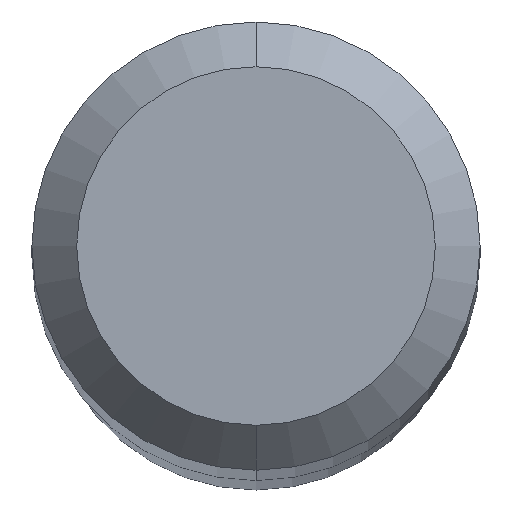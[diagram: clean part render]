
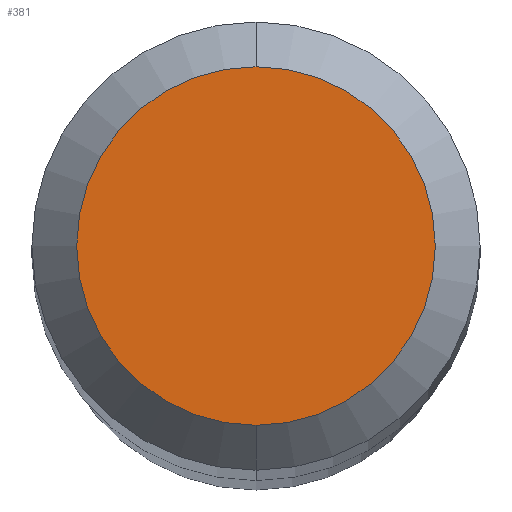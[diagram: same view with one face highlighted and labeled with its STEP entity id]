
A CAD part, top view. The second image highlights one B-rep face of the part: STEP entity #381.
In plain terms, the highlighted planar face has unit normal (0, 0, 1).
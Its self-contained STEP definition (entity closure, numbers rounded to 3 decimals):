
#193=EDGE_CURVE('',#387,#393,#487,.T.);
#381=ADVANCED_FACE('',(#693),#694,.T.);
#387=VERTEX_POINT('',#700);
#393=VERTEX_POINT('',#707);
#403=EDGE_CURVE('',#393,#387,#717,.T.);
#487=CIRCLE('',#808,1.2);
#693=FACE_OUTER_BOUND('',#1261,.T.);
#694=PLANE('',#1262);
#700=CARTESIAN_POINT('',(0.0,1.2,0.0));
#707=CARTESIAN_POINT('',(0.,-1.2,0.0));
#717=CIRCLE('',#1308,1.2);
#808=AXIS2_PLACEMENT_3D('',#1415,#1416,#1417);
#1261=EDGE_LOOP('',(#1639,#1640));
#1262=AXIS2_PLACEMENT_3D('',#1641,#1642,#1643);
#1308=AXIS2_PLACEMENT_3D('',#1665,#1666,#1667);
#1415=CARTESIAN_POINT('',(0.0,0.0,0.0));
#1416=DIRECTION('',(0.0,0.0,-1.0));
#1417=DIRECTION('',(0.0,1.0,0.0));
#1639=ORIENTED_EDGE('',*,*,#193,.F.);
#1640=ORIENTED_EDGE('',*,*,#403,.F.);
#1641=CARTESIAN_POINT('',(0.0,0.6,0.0));
#1642=DIRECTION('',(-0.0,0.0,1.0));
#1643=DIRECTION('',(0.0,-1.0,0.0));
#1665=CARTESIAN_POINT('',(0.0,0.0,0.0));
#1666=DIRECTION('',(0.0,0.0,-1.0));
#1667=DIRECTION('',(0.0,1.0,0.0));
